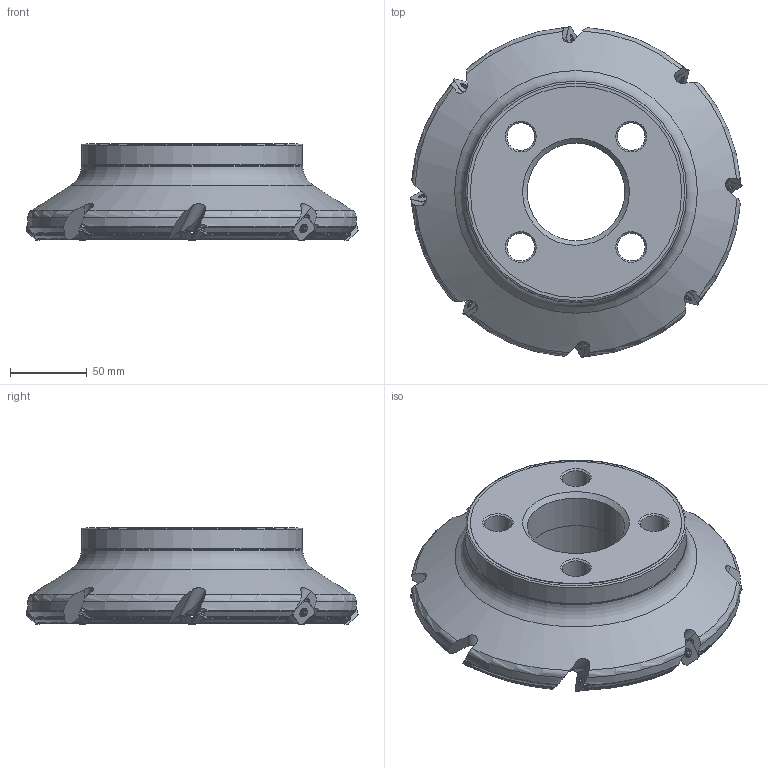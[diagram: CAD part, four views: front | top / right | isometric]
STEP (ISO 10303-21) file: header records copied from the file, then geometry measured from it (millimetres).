
FILE_DESCRIPTION(/* description */ (''),/* implementation_level */ '2;1');
FILE_NAME(/* name */ 'toolassembly_1.stp',/* time_stamp */ '2019-05-02T16:53:08+02:00',/* author */ (''),/* organization */ ('SMS'),/* preprocessor_version */ 'ST-DEVELOPER v15',/* originating_system */ 'SIEMENS PLM Software NX 8.5',/* authorisation */ '');
FILE_SCHEMA (('AUTOMOTIVE_DESIGN { 1 0 10303 214 3 1 1 1 }'));
Length unit declared in the file: millimetre
Products named in the file (4): CUT_20190502165038; NOCUT_20190502165002; ASSEMBLY_CONSTRUCTION; TOOLASSEMBLY_1
Assembly tree (10 placements, depth 2):
  TOOLASSEMBLY_1
    ASSEMBLY_CONSTRUCTION
    NOCUT_20190502165002
    CUT_20190502165038  x8
Bounding box: 215.92 x 215.92 x 63 mm (x, y, z)
Volume: 1040639.1 mm3; surface area: 115954.6 mm2
Topology: 9 solids, 9 shells, 1168 faces, 3531 edges, 2438 vertices
Faces by surface type: plane 440, extrusion 296, cylinder 141, cone 140, torus 119, sphere 32
Full cylindrical faces by diameter (mm): 3.5 x8, 4.1 x8, 5.25 x8, 18 x4, 27 x4, 63.515 x1, 63.8 x1, 137.5 x1, 143.5 x1, 144 x1
Entity records: 36025 total; most frequent: CARTESIAN_POINT 14201, ORIENTED_EDGE 4704, DIRECTION 4173, EDGE_CURVE 2352, AXIS2_PLACEMENT_3D 1668, VERTEX_POINT 1592, EDGE_LOOP 1002, ADVANCED_FACE 881
